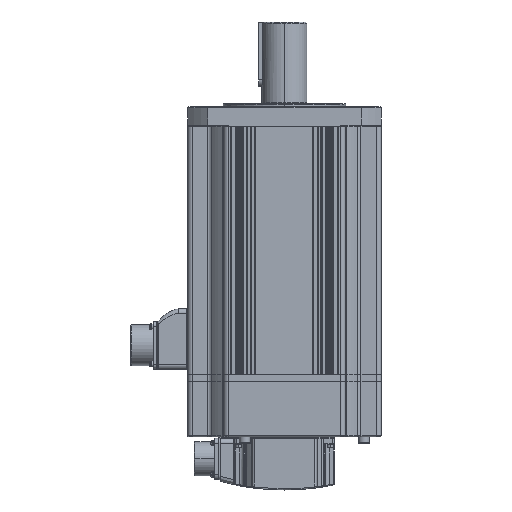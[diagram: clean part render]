
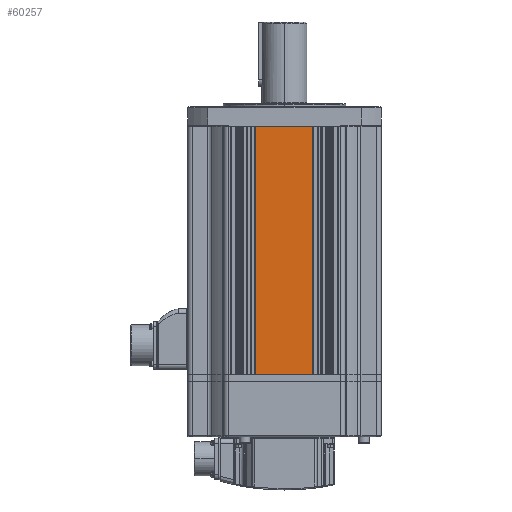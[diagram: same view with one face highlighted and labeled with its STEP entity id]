
A CAD part, left-side view. The second image highlights one B-rep face of the part: STEP entity #60257.
In plain terms, the highlighted planar face has unit normal (-1, 0, 0).
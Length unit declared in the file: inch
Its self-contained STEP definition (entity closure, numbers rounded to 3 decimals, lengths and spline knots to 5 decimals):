
#1774 = CARTESIAN_POINT ( 'NONE',  ( -3.54331, 1.04331, -9.09449 ) ) ;
#4387 = VECTOR ( 'NONE', #29660, 39.37008 ) ;
#4724 = AXIS2_PLACEMENT_3D ( 'NONE', #41607, #77191, #28441 ) ;
#7034 = PLANE ( 'NONE',  #4724 ) ;
#9009 = EDGE_LOOP ( 'NONE', ( #78153, #61635, #69850, #47555 ) ) ;
#12795 = CARTESIAN_POINT ( 'NONE',  ( -3.54331, -1.04331, 0. ) ) ;
#15145 = VECTOR ( 'NONE', #75268, 39.37008 ) ;
#18212 = EDGE_CURVE ( 'NONE', #56253, #40810, #66631, .T. ) ;
#20675 = EDGE_CURVE ( 'NONE', #31347, #26637, #70828, .T. ) ;
#25260 = CARTESIAN_POINT ( 'NONE',  ( -3.54331, 1.04331, 0. ) ) ;
#26637 = VERTEX_POINT ( 'NONE', #60408 ) ;
#27171 = EDGE_CURVE ( 'NONE', #56253, #26637, #32283, .T. ) ;
#28441 = DIRECTION ( 'NONE',  ( 0., 1., 0. ) ) ;
#29660 = DIRECTION ( 'NONE',  ( 0., 1., 0. ) ) ;
#31347 = VERTEX_POINT ( 'NONE', #88670 ) ;
#32283 = LINE ( 'NONE', #12795, #37759 ) ;
#37759 = VECTOR ( 'NONE', #54733, 39.37008 ) ;
#37891 = VECTOR ( 'NONE', #60488, 39.37008 ) ;
#40249 = EDGE_CURVE ( 'NONE', #40810, #31347, #60315, .T. ) ;
#40810 = VERTEX_POINT ( 'NONE', #76488 ) ;
#41607 = CARTESIAN_POINT ( 'NONE',  ( -3.54331, -1.04331, 0. ) ) ;
#47314 = CARTESIAN_POINT ( 'NONE',  ( -3.54331, -1.04331, 0. ) ) ;
#47555 = ORIENTED_EDGE ( 'NONE', *, *, #40249, .F. ) ;
#54733 = DIRECTION ( 'NONE',  ( 0., 1., 0. ) ) ;
#56253 = VERTEX_POINT ( 'NONE', #77620 ) ;
#60257 = ADVANCED_FACE ( 'NONE', ( #83592 ), #7034, .F. ) ;
#60315 = LINE ( 'NONE', #1774, #4387 ) ;
#60408 = CARTESIAN_POINT ( 'NONE',  ( -3.54331, 1.04331, 0. ) ) ;
#60488 = DIRECTION ( 'NONE',  ( 0., 0., 1. ) ) ;
#61635 = ORIENTED_EDGE ( 'NONE', *, *, #27171, .T. ) ;
#66631 = LINE ( 'NONE', #47314, #15145 ) ;
#69850 = ORIENTED_EDGE ( 'NONE', *, *, #20675, .F. ) ;
#70828 = LINE ( 'NONE', #25260, #37891 ) ;
#75268 = DIRECTION ( 'NONE',  ( 0., 0., -1. ) ) ;
#76488 = CARTESIAN_POINT ( 'NONE',  ( -3.54331, -1.04331, -9.09449 ) ) ;
#77191 = DIRECTION ( 'NONE',  ( 1., 0., 0. ) ) ;
#77620 = CARTESIAN_POINT ( 'NONE',  ( -3.54331, -1.04331, 0. ) ) ;
#78153 = ORIENTED_EDGE ( 'NONE', *, *, #18212, .F. ) ;
#83592 = FACE_OUTER_BOUND ( 'NONE', #9009, .T. ) ;
#88670 = CARTESIAN_POINT ( 'NONE',  ( -3.54331, 1.04331, -9.09449 ) ) ;
